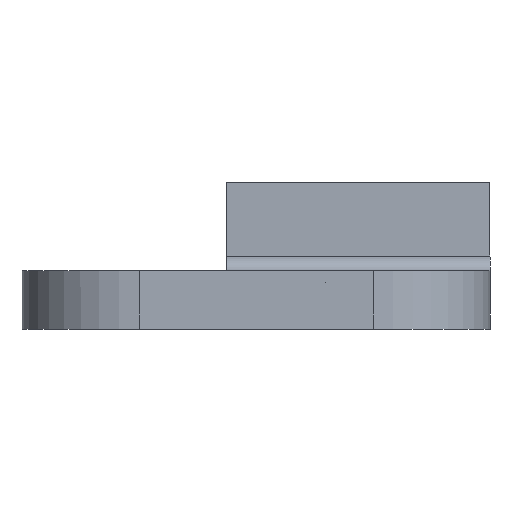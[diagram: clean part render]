
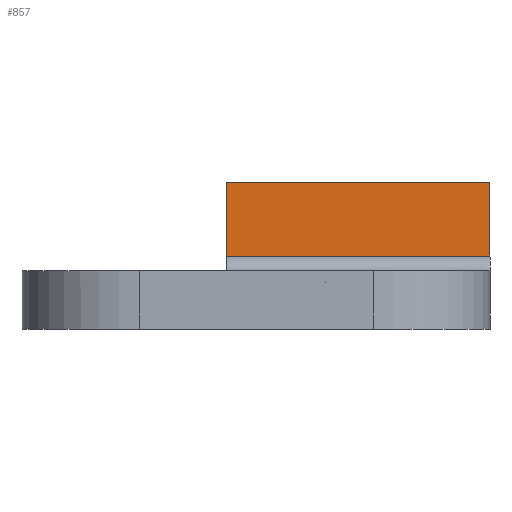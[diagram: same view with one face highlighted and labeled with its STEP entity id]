
A CAD part, front view. The second image highlights one B-rep face of the part: STEP entity #857.
In plain terms, the highlighted planar face has unit normal (0, -1, 0).
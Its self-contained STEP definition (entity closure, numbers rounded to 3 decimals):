
#2 = DIRECTION ( 'NONE',  ( 1., 0., 0. ) ) ;
#124 = VECTOR ( 'NONE', #1271, 1000. ) ;
#128 = EDGE_CURVE ( 'NONE', #724, #250, #666, .T. ) ;
#167 = CARTESIAN_POINT ( 'NONE',  ( -1., -17., 5. ) ) ;
#186 = ORIENTED_EDGE ( 'NONE', *, *, #1010, .T. ) ;
#211 = VECTOR ( 'NONE', #836, 1000. ) ;
#233 = EDGE_LOOP ( 'NONE', ( #846, #186, #555, #435 ) ) ;
#248 = EDGE_CURVE ( 'NONE', #250, #608, #469, .T. ) ;
#250 = VERTEX_POINT ( 'NONE', #983 ) ;
#403 = CARTESIAN_POINT ( 'NONE',  ( -1., -17., 5. ) ) ;
#435 = ORIENTED_EDGE ( 'NONE', *, *, #128, .F. ) ;
#443 = AXIS2_PLACEMENT_3D ( 'NONE', #403, #1092, #506 ) ;
#469 = LINE ( 'NONE', #841, #211 ) ;
#493 = FACE_OUTER_BOUND ( 'NONE', #233, .T. ) ;
#506 = DIRECTION ( 'NONE',  ( 0., 0., 1. ) ) ;
#555 = ORIENTED_EDGE ( 'NONE', *, *, #248, .F. ) ;
#608 = VERTEX_POINT ( 'NONE', #634 ) ;
#634 = CARTESIAN_POINT ( 'NONE',  ( 8., -17., 2.5 ) ) ;
#642 = CARTESIAN_POINT ( 'NONE',  ( -1., -17., 2.5 ) ) ;
#666 = LINE ( 'NONE', #723, #904 ) ;
#692 = VERTEX_POINT ( 'NONE', #642 ) ;
#698 = PLANE ( 'NONE',  #443 ) ;
#723 = CARTESIAN_POINT ( 'NONE',  ( -1., -17., 5. ) ) ;
#724 = VERTEX_POINT ( 'NONE', #167 ) ;
#744 = CARTESIAN_POINT ( 'NONE',  ( -1., -17., 2.5 ) ) ;
#754 = DIRECTION ( 'NONE',  ( 1., 0., 0. ) ) ;
#836 = DIRECTION ( 'NONE',  ( 0., 0., -1. ) ) ;
#841 = CARTESIAN_POINT ( 'NONE',  ( 8., -17., 5. ) ) ;
#846 = ORIENTED_EDGE ( 'NONE', *, *, #1223, .T. ) ;
#857 = ADVANCED_FACE ( 'NONE', ( #493 ), #698, .F. ) ;
#904 = VECTOR ( 'NONE', #2, 1000. ) ;
#906 = VECTOR ( 'NONE', #754, 1000. ) ;
#919 = LINE ( 'NONE', #1172, #124 ) ;
#983 = CARTESIAN_POINT ( 'NONE',  ( 8., -17., 5. ) ) ;
#1010 = EDGE_CURVE ( 'NONE', #692, #608, #1146, .T. ) ;
#1092 = DIRECTION ( 'NONE',  ( 0., 1., 0. ) ) ;
#1146 = LINE ( 'NONE', #744, #906 ) ;
#1172 = CARTESIAN_POINT ( 'NONE',  ( -1., -17., 5. ) ) ;
#1223 = EDGE_CURVE ( 'NONE', #724, #692, #919, .T. ) ;
#1271 = DIRECTION ( 'NONE',  ( 0., 0., -1. ) ) ;
